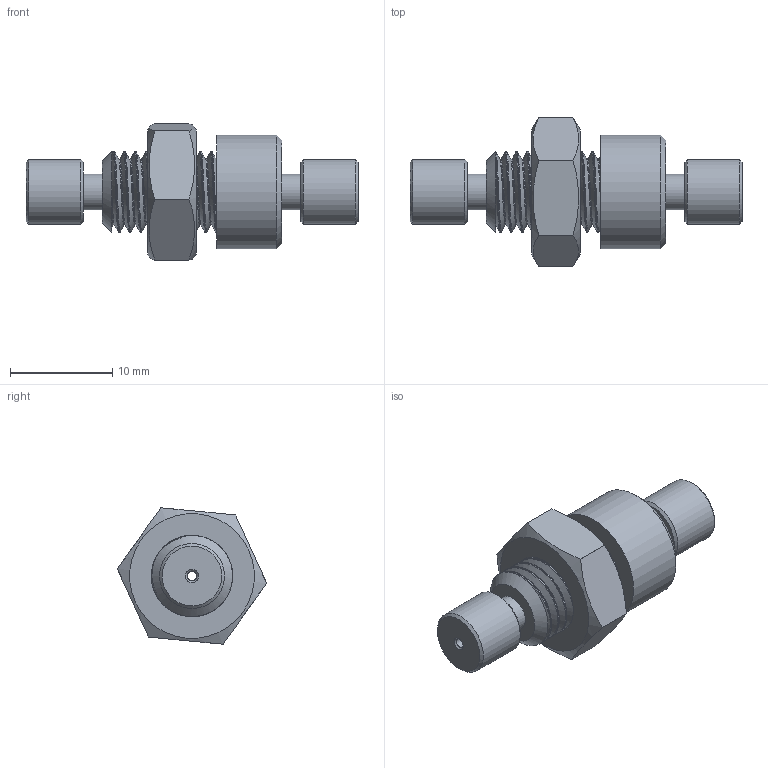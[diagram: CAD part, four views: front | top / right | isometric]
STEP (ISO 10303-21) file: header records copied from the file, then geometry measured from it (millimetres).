
FILE_DESCRIPTION((''),'2;1');
FILE_NAME('305254-ZBU.5FPK Bulkhead internal union.stp','2013-08-21T11:32:39',('Franzp'),(''),'Autodesk Inventor 2013','Autodesk Inventor 2013','');
FILE_SCHEMA(('AUTOMOTIVE_DESIGN { 1 0 10303 214 1 1 1 1 }'));
Length unit declared in the file: millimetre
Products named in the file (3): 3152a54; 315254; 310567
Assembly tree (2 placements, depth 2):
  3152a54
    315254
    310567
Bounding box: 32.46 x 14.59 x 13.34 mm (x, y, z)
Volume: 469.3 mm3; surface area: 2231.8 mm2
Topology: 1 solids, 5 shells, 51 faces, 120 edges, 76 vertices
Faces by surface type: plane 17, cylinder 16, cone 12, bspline 6
Full cylindrical faces by diameter (mm): 0.94 x2, 3.505 x2, 6.35 x2, 6.368 x2, 6.782 x1, 11.1 x1
Entity records: 5214 total; most frequent: CARTESIAN_POINT 4067, DIRECTION 212, ORIENTED_EDGE 170, AXIS2_PLACEMENT_3D 100, EDGE_CURVE 93, EDGE_LOOP 84, VERTEX_POINT 71, FACE_OUTER_BOUND 51
